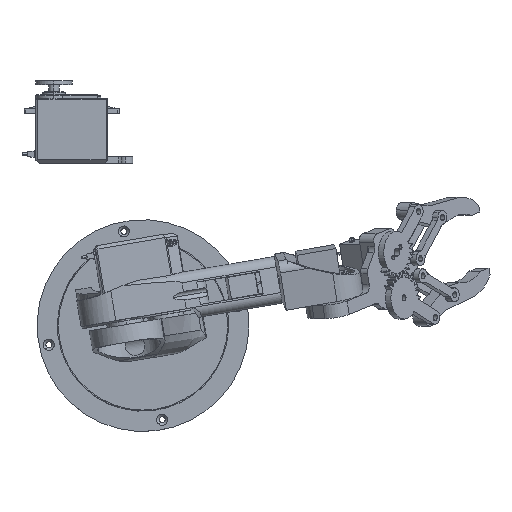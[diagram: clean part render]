
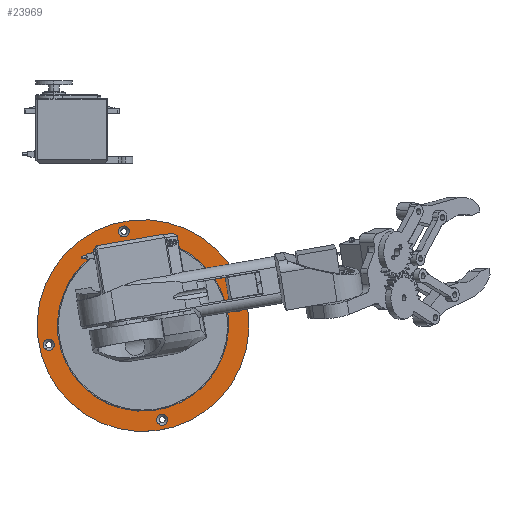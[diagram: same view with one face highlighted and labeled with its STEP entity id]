
A CAD part, top view. The second image highlights one B-rep face of the part: STEP entity #23969.
In plain terms, the highlighted face is planar.
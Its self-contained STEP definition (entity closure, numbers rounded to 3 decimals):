
#22974=CARTESIAN_POINT('',(-38.891,4.,-42.041));
#22975=VERTEX_POINT('NONE',#22974);
#22982=CARTESIAN_POINT('',(-38.891,4.,-35.741));
#22983=VERTEX_POINT('NONE',#22982);
#22984=CARTESIAN_POINT('',(-38.891,4.,-38.891));
#22985=DIRECTION('',(-0.,1.,0.));
#22986=DIRECTION('',(0.,0.,1.));
#22987=AXIS2_PLACEMENT_3D('',#22984,#22985,#22986);
#22988=CIRCLE('',#22987,3.15);
#22989=EDGE_CURVE('NONE',#22975,#22983,#22988,.T.);
#23048=CARTESIAN_POINT('',(-38.891,4.,35.741));
#23049=VERTEX_POINT('NONE',#23048);
#23056=CARTESIAN_POINT('',(-38.891,4.,42.041));
#23057=VERTEX_POINT('NONE',#23056);
#23058=CARTESIAN_POINT('',(-38.891,4.,38.891));
#23059=DIRECTION('',(-0.,1.,0.));
#23060=DIRECTION('',(0.,0.,1.));
#23061=AXIS2_PLACEMENT_3D('',#23058,#23059,#23060);
#23062=CIRCLE('',#23061,3.15);
#23063=EDGE_CURVE('NONE',#23049,#23057,#23062,.T.);
#23122=CARTESIAN_POINT('',(38.891,4.,35.741));
#23123=VERTEX_POINT('NONE',#23122);
#23130=CARTESIAN_POINT('',(38.891,4.,42.041));
#23131=VERTEX_POINT('NONE',#23130);
#23132=CARTESIAN_POINT('',(38.891,4.,38.891));
#23133=DIRECTION('',(-0.,1.,0.));
#23134=DIRECTION('',(0.,0.,1.));
#23135=AXIS2_PLACEMENT_3D('',#23132,#23133,#23134);
#23136=CIRCLE('',#23135,3.15);
#23137=EDGE_CURVE('NONE',#23123,#23131,#23136,.T.);
#23196=CARTESIAN_POINT('',(38.891,4.,-42.041));
#23197=VERTEX_POINT('NONE',#23196);
#23204=CARTESIAN_POINT('',(38.891,4.,-35.741));
#23205=VERTEX_POINT('NONE',#23204);
#23206=CARTESIAN_POINT('',(38.891,4.,-38.891));
#23207=DIRECTION('',(-0.,1.,0.));
#23208=DIRECTION('',(0.,0.,1.));
#23209=AXIS2_PLACEMENT_3D('',#23206,#23207,#23208);
#23210=CIRCLE('',#23209,3.15);
#23211=EDGE_CURVE('NONE',#23197,#23205,#23210,.T.);
#23594=CARTESIAN_POINT('',(0.,4.,49.));
#23595=VERTEX_POINT('NONE',#23594);
#23602=CARTESIAN_POINT('',(0.,4.,-49.));
#23603=VERTEX_POINT('NONE',#23602);
#23604=CARTESIAN_POINT('',(0.,4.,0.));
#23605=DIRECTION('',(0.,1.,0.));
#23606=DIRECTION('',(0.,-0.,1.));
#23607=AXIS2_PLACEMENT_3D('',#23604,#23605,#23606);
#23608=CIRCLE('',#23607,49.);
#23609=EDGE_CURVE('NONE',#23595,#23603,#23608,.T.);
#23703=CARTESIAN_POINT('',(0.,4.,60.625));
#23704=VERTEX_POINT('NONE',#23703);
#23705=CARTESIAN_POINT('',(0.,4.,-60.625));
#23706=VERTEX_POINT('NONE',#23705);
#23707=CARTESIAN_POINT('',(0.,4.,0.));
#23708=DIRECTION('',(0.,1.,0.));
#23709=DIRECTION('',(0.,-0.,1.));
#23710=AXIS2_PLACEMENT_3D('',#23707,#23708,#23709);
#23711=CIRCLE('',#23710,60.625);
#23712=EDGE_CURVE('NONE',#23704,#23706,#23711,.T.);
#23904=CARTESIAN_POINT('',(0.,4.,0.));
#23905=DIRECTION('',(0.,1.,0.));
#23906=DIRECTION('',(0.,0.,1.));
#23907=AXIS2_PLACEMENT_3D('',#23904,#23905,#23906);
#23908=PLANE('',#23907);
#23909=CARTESIAN_POINT('',(-38.891,4.,-38.891));
#23910=DIRECTION('',(-0.,1.,0.));
#23911=DIRECTION('',(0.,0.,1.));
#23912=AXIS2_PLACEMENT_3D('',#23909,#23910,#23911);
#23913=CIRCLE('',#23912,3.15);
#23914=EDGE_CURVE('NONE',#22983,#22975,#23913,.T.);
#23915=ORIENTED_EDGE('NONE',*,*,#23914,.F.);
#23916=ORIENTED_EDGE('NONE',*,*,#22989,.F.);
#23917=EDGE_LOOP('NONE',(#23915,#23916));
#23918=FACE_BOUND('',#23917,.T.);
#23919=CARTESIAN_POINT('',(-38.891,4.,38.891));
#23920=DIRECTION('',(-0.,1.,0.));
#23921=DIRECTION('',(0.,0.,1.));
#23922=AXIS2_PLACEMENT_3D('',#23919,#23920,#23921);
#23923=CIRCLE('',#23922,3.15);
#23924=EDGE_CURVE('NONE',#23057,#23049,#23923,.T.);
#23925=ORIENTED_EDGE('NONE',*,*,#23924,.F.);
#23926=ORIENTED_EDGE('NONE',*,*,#23063,.F.);
#23927=EDGE_LOOP('NONE',(#23925,#23926));
#23928=FACE_BOUND('',#23927,.T.);
#23929=CARTESIAN_POINT('',(38.891,4.,38.891));
#23930=DIRECTION('',(-0.,1.,0.));
#23931=DIRECTION('',(0.,0.,1.));
#23932=AXIS2_PLACEMENT_3D('',#23929,#23930,#23931);
#23933=CIRCLE('',#23932,3.15);
#23934=EDGE_CURVE('NONE',#23131,#23123,#23933,.T.);
#23935=ORIENTED_EDGE('NONE',*,*,#23934,.F.);
#23936=ORIENTED_EDGE('NONE',*,*,#23137,.F.);
#23937=EDGE_LOOP('NONE',(#23935,#23936));
#23938=FACE_BOUND('',#23937,.T.);
#23939=CARTESIAN_POINT('',(38.891,4.,-38.891));
#23940=DIRECTION('',(-0.,1.,0.));
#23941=DIRECTION('',(0.,0.,1.));
#23942=AXIS2_PLACEMENT_3D('',#23939,#23940,#23941);
#23943=CIRCLE('',#23942,3.15);
#23944=EDGE_CURVE('NONE',#23205,#23197,#23943,.T.);
#23945=ORIENTED_EDGE('NONE',*,*,#23944,.F.);
#23946=ORIENTED_EDGE('NONE',*,*,#23211,.F.);
#23947=EDGE_LOOP('NONE',(#23945,#23946));
#23948=FACE_BOUND('',#23947,.T.);
#23949=CARTESIAN_POINT('',(0.,4.,0.));
#23950=DIRECTION('',(0.,1.,0.));
#23951=DIRECTION('',(0.,-0.,1.));
#23952=AXIS2_PLACEMENT_3D('',#23949,#23950,#23951);
#23953=CIRCLE('',#23952,60.625);
#23954=EDGE_CURVE('NONE',#23706,#23704,#23953,.T.);
#23955=ORIENTED_EDGE('NONE',*,*,#23954,.T.);
#23956=ORIENTED_EDGE('NONE',*,*,#23712,.T.);
#23957=EDGE_LOOP('NONE',(#23955,#23956));
#23958=FACE_BOUND('',#23957,.T.);
#23959=CARTESIAN_POINT('',(0.,4.,0.));
#23960=DIRECTION('',(0.,1.,0.));
#23961=DIRECTION('',(0.,-0.,1.));
#23962=AXIS2_PLACEMENT_3D('',#23959,#23960,#23961);
#23963=CIRCLE('',#23962,49.);
#23964=EDGE_CURVE('NONE',#23603,#23595,#23963,.T.);
#23965=ORIENTED_EDGE('NONE',*,*,#23964,.F.);
#23966=ORIENTED_EDGE('NONE',*,*,#23609,.F.);
#23967=EDGE_LOOP('NONE',(#23965,#23966));
#23968=FACE_BOUND('',#23967,.T.);
#23969=ADVANCED_FACE('NONE',(#23918,#23928,#23938,#23948,#23958,#23968),#23908,.T.);
